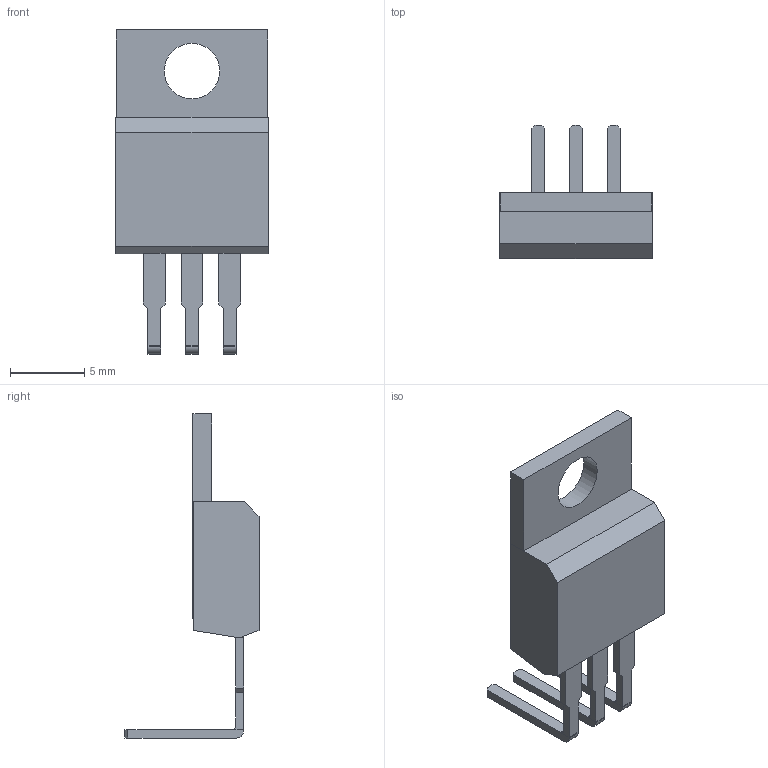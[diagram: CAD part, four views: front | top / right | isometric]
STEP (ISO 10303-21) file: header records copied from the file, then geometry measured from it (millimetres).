
FILE_DESCRIPTION(('FreeCAD Model'),'2;1');
FILE_NAME('Open CASCADE Shape Model','2021-10-15T09:45:08',('BT'),(''), 'Open CASCADE STEP processor 7.4','FreeCAD','Unknown');
FILE_SCHEMA(('AUTOMOTIVE_DESIGN { 1 0 10303 214 1 1 1 1 }'));
Length unit declared in the file: millimetre
Products named in the file (1): Chamfer
Bounding box: 10.25 x 9.03 x 21.84 mm (x, y, z)
Volume: 489 mm3; surface area: 604.2 mm2
Topology: 1 solids, 1 shells, 72 faces, 204 edges, 134 vertices
Faces by surface type: plane 65, cylinder 7
Full cylindrical faces by diameter (mm): 3.735 x1
Entity records: 2370 total; most frequent: CARTESIAN_POINT 411, ORIENTED_EDGE 408, DIRECTION 364, EDGE_CURVE 204, LINE 190, VECTOR 190, VERTEX_POINT 134, AXIS2_PLACEMENT_3D 87
